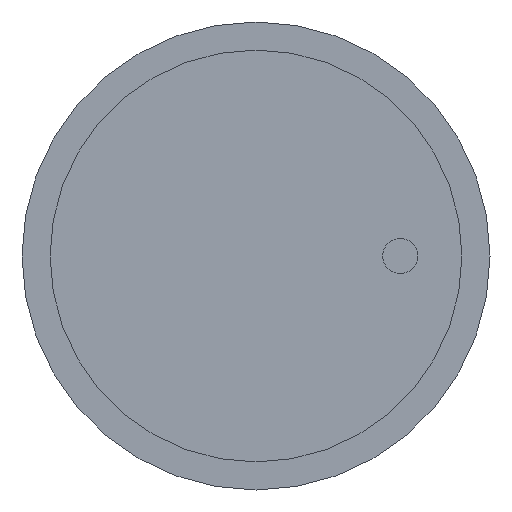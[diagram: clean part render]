
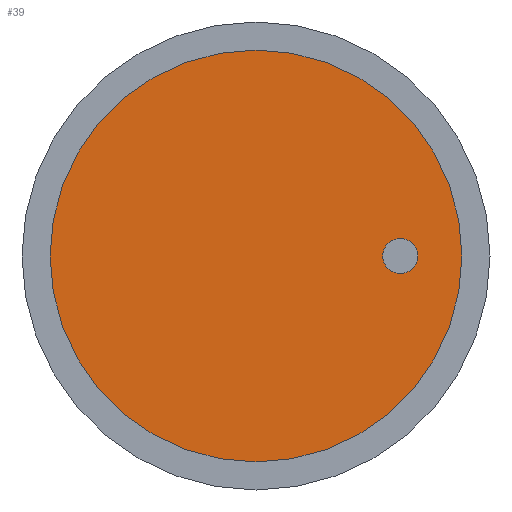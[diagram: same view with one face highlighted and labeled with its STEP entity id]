
A CAD part, front view. The second image highlights one B-rep face of the part: STEP entity #39.
In plain terms, the highlighted planar face has unit normal (0, -1, 0).
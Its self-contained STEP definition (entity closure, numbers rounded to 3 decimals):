
#39 = ADVANCED_FACE( '', ( #83, #84 ), #85, .F. );
#83 = FACE_BOUND( '', #140, .T. );
#84 = FACE_OUTER_BOUND( '', #141, .T. );
#85 = PLANE( '', #142 );
#140 = EDGE_LOOP( '', ( #227 ) );
#141 = EDGE_LOOP( '', ( #228 ) );
#142 = AXIS2_PLACEMENT_3D( '', #229, #230, #231 );
#227 = ORIENTED_EDGE( '', *, *, #297, .F. );
#228 = ORIENTED_EDGE( '', *, *, #298, .T. );
#229 = CARTESIAN_POINT( '', ( 52.8, -2., 0. ) );
#230 = DIRECTION( '', ( 0., 1., 0. ) );
#231 = DIRECTION( '', ( 0., 0., 1. ) );
#297 = EDGE_CURVE( '', #323, #323, #324, .F. );
#298 = EDGE_CURVE( '', #325, #325, #326, .T. );
#323 = VERTEX_POINT( '', #360 );
#324 = CIRCLE( '', #361, 4.5 );
#325 = VERTEX_POINT( '', #362 );
#326 = CIRCLE( '', #363, 52.8 );
#360 = CARTESIAN_POINT( '', ( 37., -2., 4.5 ) );
#361 = AXIS2_PLACEMENT_3D( '', #396, #397, #398 );
#362 = CARTESIAN_POINT( '', ( 0., -2., -52.8 ) );
#363 = AXIS2_PLACEMENT_3D( '', #399, #400, #401 );
#396 = CARTESIAN_POINT( '', ( 37., -2., 0. ) );
#397 = DIRECTION( '', ( 0., 1., 0. ) );
#398 = DIRECTION( '', ( 0., 0., 1. ) );
#399 = CARTESIAN_POINT( '', ( 0., -2., 0. ) );
#400 = DIRECTION( '', ( 0., -1., 0. ) );
#401 = DIRECTION( '', ( 0., 0., -1. ) );
